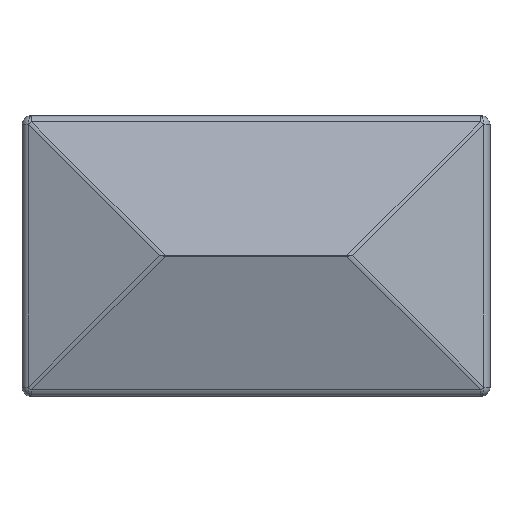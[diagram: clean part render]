
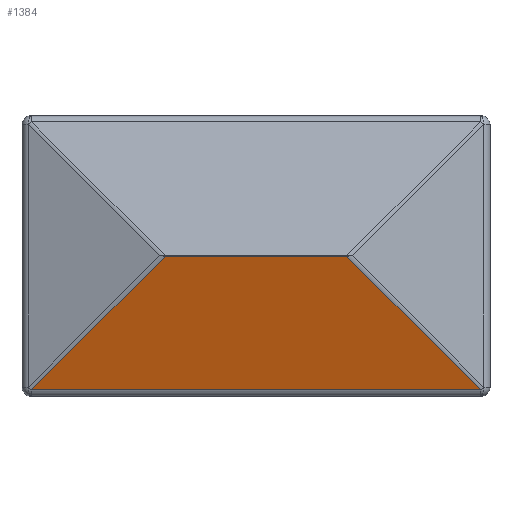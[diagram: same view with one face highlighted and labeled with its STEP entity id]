
A CAD part, top view. The second image highlights one B-rep face of the part: STEP entity #1384.
In plain terms, the highlighted planar face has unit normal (0, -0.317, 0.948).
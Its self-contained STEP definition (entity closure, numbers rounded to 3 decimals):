
#28=PLANE('',#1493);
#107=FACE_OUTER_BOUND('',#193,.T.);
#193=EDGE_LOOP('',(#1009,#1010,#1011,#1012));
#292=LINE('',#2137,#430);
#294=LINE('',#2146,#432);
#295=LINE('',#2152,#433);
#296=LINE('',#2153,#434);
#430=VECTOR('',#1696,20.766);
#432=VECTOR('',#1710,19.366);
#433=VECTOR('',#1717,47.995);
#434=VECTOR('',#1718,20.766);
#624=VERTEX_POINT('',#2134);
#625=VERTEX_POINT('',#2136);
#626=VERTEX_POINT('',#2145);
#628=VERTEX_POINT('',#2151);
#766=EDGE_CURVE('',#624,#625,#292,.T.);
#770=EDGE_CURVE('',#626,#625,#294,.T.);
#773=EDGE_CURVE('',#628,#624,#295,.T.);
#774=EDGE_CURVE('',#626,#628,#296,.T.);
#1009=ORIENTED_EDGE('',*,*,#766,.F.);
#1010=ORIENTED_EDGE('',*,*,#773,.F.);
#1011=ORIENTED_EDGE('',*,*,#774,.F.);
#1012=ORIENTED_EDGE('',*,*,#770,.T.);
#1384=ADVANCED_FACE('',(#107),#28,.F.);
#1493=AXIS2_PLACEMENT_3D('',#2150,#1715,#1716);
#1696=DIRECTION('',(0.689,0.687,0.23));
#1710=DIRECTION('',(-1.,0.,0.));
#1715=DIRECTION('center_axis',(0.,0.317,
-0.948));
#1716=DIRECTION('ref_axis',(-1.,0.,0.));
#1717=DIRECTION('',(-1.,0.,0.));
#1718=DIRECTION('',(0.689,-0.687,-0.23));
#2134=CARTESIAN_POINT('',(-4.248,-24.067,-4.772));
#2136=CARTESIAN_POINT('',(10.067,-9.8,0.));
#2137=CARTESIAN_POINT('',(6.796,-13.06,-1.09));
#2145=CARTESIAN_POINT('',(29.433,-9.8,0.));
#2146=CARTESIAN_POINT('',(29.75,-9.8,0.));
#2150=CARTESIAN_POINT('Origin',(44.75,-24.75,-5.));
#2151=CARTESIAN_POINT('',(43.748,-24.067,-4.772));
#2152=CARTESIAN_POINT('',(19.75,-24.067,-4.772));
#2153=CARTESIAN_POINT('',(37.48,-17.82,-2.682));
